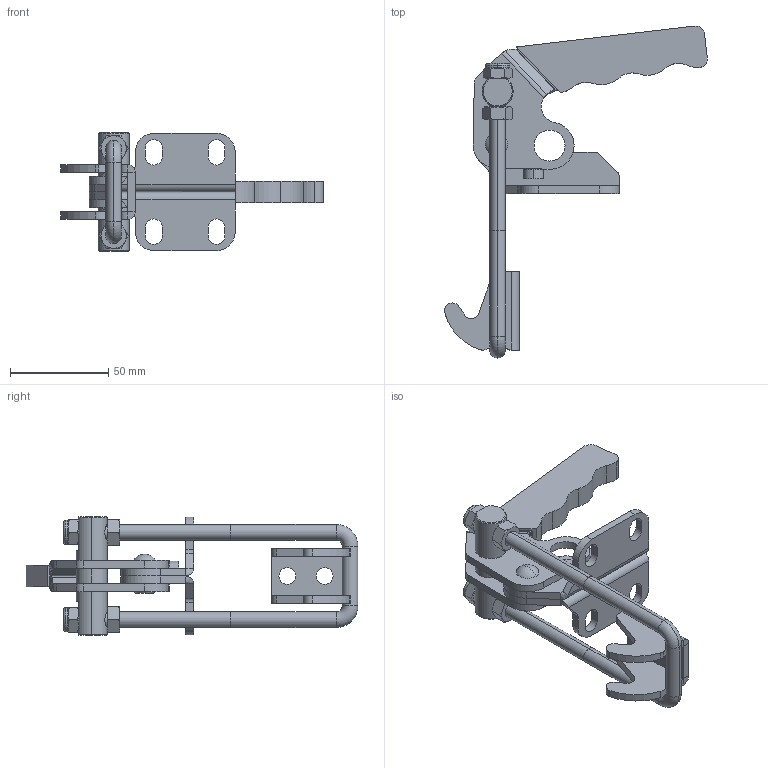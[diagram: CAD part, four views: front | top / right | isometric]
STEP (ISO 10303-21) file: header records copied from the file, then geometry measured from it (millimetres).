
FILE_DESCRIPTION (( 'STEP AP214' ), '1' );
FILE_NAME ('GH-40870-V(Â²¤Æ).STEP', '2020-09-16T05:17:36', ( 'LinWei' ), ( '' ), 'SwSTEP 2.0', 'SolidWorks 2016', '' );
FILE_SCHEMA (( 'AUTOMOTIVE_DESIGN' ));
Length unit declared in the file: millimetre
Products named in the file (6): U鉤40870-1^GH-40870-V(簡化); 40870 LP-1^GH-40870-V(簡化); Group3^GH-40870-V(簡化); Group2^GH-40870-V(簡化); Group1^GH-40870-V(簡化); GH-40870-V(簡化)
Assembly tree (5 placements, depth 2):
  GH-40870-V(簡化)
    Group1^GH-40870-V(簡化)
    Group2^GH-40870-V(簡化)
    Group3^GH-40870-V(簡化)
    40870 LP-1^GH-40870-V(簡化)
    U鉤40870-1^GH-40870-V(簡化)
Bounding box: 133.92 x 169.14 x 60.3 mm (x, y, z)
Volume: 97166.9 mm3; surface area: 47616.8 mm2
Topology: 8 solids, 8 shells, 737 faces, 1910 edges, 1222 vertices
Faces by surface type: plane 328, bspline 173, cylinder 170, cone 54, torus 10, sphere 2
Entity records: 28985 total; most frequent: CARTESIAN_POINT 11510, ORIENTED_EDGE 3820, DIRECTION 3004, EDGE_CURVE 1910, VERTEX_POINT 1222, VECTOR 1084, LINE 1084, AXIS2_PLACEMENT_3D 960
